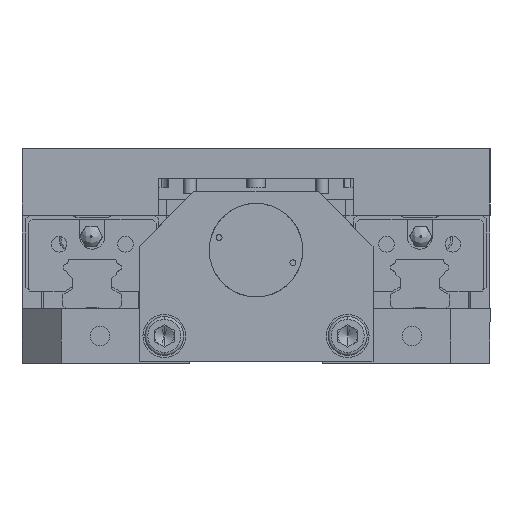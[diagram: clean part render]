
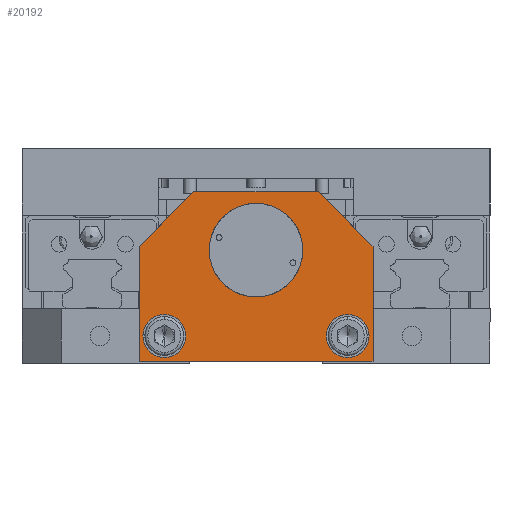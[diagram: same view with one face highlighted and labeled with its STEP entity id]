
A CAD part, left-side view. The second image highlights one B-rep face of the part: STEP entity #20192.
In plain terms, the highlighted planar face has unit normal (-1, 0, 0).
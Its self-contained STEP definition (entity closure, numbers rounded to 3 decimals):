
#238 = EDGE_CURVE ( 'NONE', #26641, #24039, #32620, .T. ) ;
#604 = PLANE ( 'NONE',  #22758 ) ;
#745 = DIRECTION ( 'NONE',  ( 0., -1., 0. ) ) ;
#835 = EDGE_LOOP ( 'NONE', ( #32121, #22228 ) ) ;
#967 = CARTESIAN_POINT ( 'NONE',  ( -125., 30., 0.5 ) ) ;
#1542 = AXIS2_PLACEMENT_3D ( 'NONE', #20573, #20700, #29142 ) ;
#1995 = VERTEX_POINT ( 'NONE', #2101 ) ;
#2072 = FACE_OUTER_BOUND ( 'NONE', #27892, .T. ) ;
#2101 = CARTESIAN_POINT ( 'NONE',  ( -125., -16., 44. ) ) ;
#2315 = VECTOR ( 'NONE', #28484, 1000. ) ;
#2416 = VERTEX_POINT ( 'NONE', #26904 ) ;
#2650 = CARTESIAN_POINT ( 'NONE',  ( -125., 30., 0.5 ) ) ;
#3840 = VERTEX_POINT ( 'NONE', #16632 ) ;
#3872 = CARTESIAN_POINT ( 'NONE',  ( -125., 23.5, 7. ) ) ;
#5430 = CARTESIAN_POINT ( 'NONE',  ( -125., 23.5, 7. ) ) ;
#5758 = CARTESIAN_POINT ( 'NONE',  ( -125., 7., 67. ) ) ;
#5883 = CIRCLE ( 'NONE', #1542, 5.5 ) ;
#6428 = LINE ( 'NONE', #16276, #29184 ) ;
#6649 = EDGE_CURVE ( 'NONE', #36008, #8287, #23103, .T. ) ;
#6938 = DIRECTION ( 'NONE',  ( 0., -1., 0. ) ) ;
#7415 = VERTEX_POINT ( 'NONE', #35879 ) ;
#7685 = CARTESIAN_POINT ( 'NONE',  ( -125., -30., 0.5 ) ) ;
#8069 = VERTEX_POINT ( 'NONE', #10051 ) ;
#8104 = CIRCLE ( 'NONE', #27184, 12. ) ;
#8274 = DIRECTION ( 'NONE',  ( -1., 0., 0. ) ) ;
#8275 = DIRECTION ( 'NONE',  ( 0., -1., 0. ) ) ;
#8287 = VERTEX_POINT ( 'NONE', #2650 ) ;
#9352 = LINE ( 'NONE', #28863, #20995 ) ;
#9550 = LINE ( 'NONE', #7685, #16066 ) ;
#9964 = FACE_BOUND ( 'NONE', #32570, .T. ) ;
#10051 = CARTESIAN_POINT ( 'NONE',  ( -125., -29., 7. ) ) ;
#10483 = ORIENTED_EDGE ( 'NONE', *, *, #30744, .T. ) ;
#12058 = EDGE_CURVE ( 'NONE', #1995, #3840, #6428, .T. ) ;
#12804 = EDGE_CURVE ( 'NONE', #17716, #7415, #9550, .T. ) ;
#13378 = VERTEX_POINT ( 'NONE', #34010 ) ;
#13733 = CARTESIAN_POINT ( 'NONE',  ( -125., -30., 0.5 ) ) ;
#14595 = EDGE_CURVE ( 'NONE', #13378, #8069, #21531, .T. ) ;
#15109 = ORIENTED_EDGE ( 'NONE', *, *, #23451, .T. ) ;
#15200 = VERTEX_POINT ( 'NONE', #32690 ) ;
#15834 = EDGE_LOOP ( 'NONE', ( #26550, #24608 ) ) ;
#16066 = VECTOR ( 'NONE', #34424, 1000. ) ;
#16276 = CARTESIAN_POINT ( 'NONE',  ( -125., -30., 44. ) ) ;
#16277 = EDGE_CURVE ( 'NONE', #3840, #36008, #9352, .T. ) ;
#16493 = ORIENTED_EDGE ( 'NONE', *, *, #16277, .T. ) ;
#16632 = CARTESIAN_POINT ( 'NONE',  ( -125., 16., 44. ) ) ;
#16909 = FACE_BOUND ( 'NONE', #835, .T. ) ;
#17716 = VERTEX_POINT ( 'NONE', #13733 ) ;
#18323 = ORIENTED_EDGE ( 'NONE', *, *, #238, .F. ) ;
#18490 = CARTESIAN_POINT ( 'NONE',  ( -125., 30., 44. ) ) ;
#18772 = CIRCLE ( 'NONE', #35750, 5.5 ) ;
#19085 = EDGE_CURVE ( 'NONE', #8069, #13378, #5883, .T. ) ;
#19650 = CARTESIAN_POINT ( 'NONE',  ( -125., -30., 0.5 ) ) ;
#19917 = VECTOR ( 'NONE', #20686, 1000. ) ;
#19986 = EDGE_CURVE ( 'NONE', #2416, #15200, #8104, .T. ) ;
#20192 = ADVANCED_FACE ( 'NONE', ( #16909, #9964, #27153, #2072 ), #604, .T. ) ;
#20573 = CARTESIAN_POINT ( 'NONE',  ( -125., -23.5, 7. ) ) ;
#20686 = DIRECTION ( 'NONE',  ( 0., 0.707, 0.707 ) ) ;
#20700 = DIRECTION ( 'NONE',  ( -1., 0., 0. ) ) ;
#20995 = VECTOR ( 'NONE', #34313, 1000. ) ;
#21531 = CIRCLE ( 'NONE', #24057, 5.5 ) ;
#21576 = CARTESIAN_POINT ( 'NONE',  ( -125., -23.5, 7. ) ) ;
#21724 = DIRECTION ( 'NONE',  ( 0., 0., -1. ) ) ;
#21829 = DIRECTION ( 'NONE',  ( -1., 0., 0. ) ) ;
#22228 = ORIENTED_EDGE ( 'NONE', *, *, #26426, .F. ) ;
#22706 = CARTESIAN_POINT ( 'NONE',  ( -125., 0., 29. ) ) ;
#22758 = AXIS2_PLACEMENT_3D ( 'NONE', #18490, #33069, #745 ) ;
#23103 = LINE ( 'NONE', #967, #33784 ) ;
#23451 = EDGE_CURVE ( 'NONE', #8287, #17716, #26448, .T. ) ;
#23689 = CIRCLE ( 'NONE', #26633, 12. ) ;
#24039 = VERTEX_POINT ( 'NONE', #37684 ) ;
#24057 = AXIS2_PLACEMENT_3D ( 'NONE', #21576, #21829, #30533 ) ;
#24608 = ORIENTED_EDGE ( 'NONE', *, *, #14595, .F. ) ;
#24699 = DIRECTION ( 'NONE',  ( -1., 0., 0. ) ) ;
#24745 = DIRECTION ( 'NONE',  ( 0., 1., 0. ) ) ;
#25749 = ORIENTED_EDGE ( 'NONE', *, *, #6649, .T. ) ;
#25957 = DIRECTION ( 'NONE',  ( 0., -1., 0. ) ) ;
#26426 = EDGE_CURVE ( 'NONE', #15200, #2416, #23689, .T. ) ;
#26448 = LINE ( 'NONE', #19650, #2315 ) ;
#26550 = ORIENTED_EDGE ( 'NONE', *, *, #19085, .F. ) ;
#26593 = DIRECTION ( 'NONE',  ( -1., 0., 0. ) ) ;
#26633 = AXIS2_PLACEMENT_3D ( 'NONE', #29322, #8274, #32423 ) ;
#26641 = VERTEX_POINT ( 'NONE', #33695 ) ;
#26672 = ORIENTED_EDGE ( 'NONE', *, *, #33082, .F. ) ;
#26904 = CARTESIAN_POINT ( 'NONE',  ( -125., -12., 29. ) ) ;
#27153 = FACE_BOUND ( 'NONE', #15834, .T. ) ;
#27184 = AXIS2_PLACEMENT_3D ( 'NONE', #22706, #34641, #25957 ) ;
#27589 = ORIENTED_EDGE ( 'NONE', *, *, #12058, .T. ) ;
#27892 = EDGE_LOOP ( 'NONE', ( #31900, #10483, #27589, #16493, #25749, #15109 ) ) ;
#28484 = DIRECTION ( 'NONE',  ( 0., -1., 0. ) ) ;
#28579 = CARTESIAN_POINT ( 'NONE',  ( -125., 30., 30. ) ) ;
#28863 = CARTESIAN_POINT ( 'NONE',  ( -125., 23., 37. ) ) ;
#29142 = DIRECTION ( 'NONE',  ( 0., -1., 0. ) ) ;
#29184 = VECTOR ( 'NONE', #24745, 1000. ) ;
#29322 = CARTESIAN_POINT ( 'NONE',  ( -125., 0., 29. ) ) ;
#30533 = DIRECTION ( 'NONE',  ( 0., -1., 0. ) ) ;
#30744 = EDGE_CURVE ( 'NONE', #7415, #1995, #34777, .T. ) ;
#31900 = ORIENTED_EDGE ( 'NONE', *, *, #12804, .T. ) ;
#32121 = ORIENTED_EDGE ( 'NONE', *, *, #19986, .F. ) ;
#32229 = AXIS2_PLACEMENT_3D ( 'NONE', #3872, #24699, #6938 ) ;
#32423 = DIRECTION ( 'NONE',  ( 0., -1., 0. ) ) ;
#32570 = EDGE_LOOP ( 'NONE', ( #18323, #26672 ) ) ;
#32620 = CIRCLE ( 'NONE', #32229, 5.5 ) ;
#32690 = CARTESIAN_POINT ( 'NONE',  ( -125., 12., 29. ) ) ;
#33069 = DIRECTION ( 'NONE',  ( -1., 0., 0. ) ) ;
#33082 = EDGE_CURVE ( 'NONE', #24039, #26641, #18772, .T. ) ;
#33695 = CARTESIAN_POINT ( 'NONE',  ( -125., 18., 7. ) ) ;
#33784 = VECTOR ( 'NONE', #21724, 1000. ) ;
#34010 = CARTESIAN_POINT ( 'NONE',  ( -125., -18., 7. ) ) ;
#34313 = DIRECTION ( 'NONE',  ( 0., 0.707, -0.707 ) ) ;
#34424 = DIRECTION ( 'NONE',  ( 0., 0., 1. ) ) ;
#34641 = DIRECTION ( 'NONE',  ( -1., 0., 0. ) ) ;
#34777 = LINE ( 'NONE', #5758, #19917 ) ;
#35750 = AXIS2_PLACEMENT_3D ( 'NONE', #5430, #26593, #8275 ) ;
#35879 = CARTESIAN_POINT ( 'NONE',  ( -125., -30., 30. ) ) ;
#36008 = VERTEX_POINT ( 'NONE', #28579 ) ;
#37684 = CARTESIAN_POINT ( 'NONE',  ( -125., 29., 7. ) ) ;
